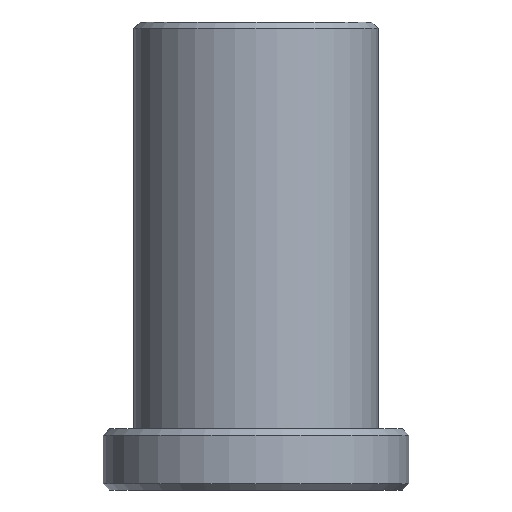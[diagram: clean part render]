
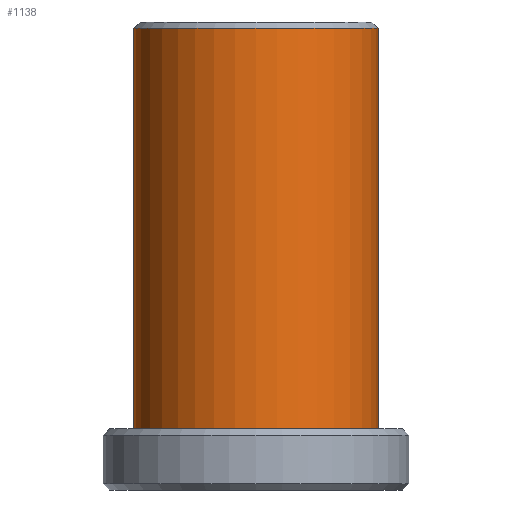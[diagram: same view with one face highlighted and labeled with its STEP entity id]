
A CAD part, front view. The second image highlights one B-rep face of the part: STEP entity #1138.
In plain terms, the highlighted cylindrical face has radius 6 mm (diameter 12 mm), a partial arc.
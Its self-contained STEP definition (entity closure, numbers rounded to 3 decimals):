
#31 = EDGE_CURVE ( 'NONE', #81, #323, #682, .T. ) ;
#39 = ORIENTED_EDGE ( 'NONE', *, *, #31, .T. ) ;
#81 = VERTEX_POINT ( 'NONE', #990 ) ;
#118 = CIRCLE ( 'NONE', #239, 6. ) ;
#136 = VECTOR ( 'NONE', #494, 1000. ) ;
#170 = CARTESIAN_POINT ( 'NONE',  ( 6., 0., 23. ) ) ;
#235 = VERTEX_POINT ( 'NONE', #402 ) ;
#239 = AXIS2_PLACEMENT_3D ( 'NONE', #250, #246, #242 ) ;
#242 = DIRECTION ( 'NONE',  ( -1., 0., 0. ) ) ;
#246 = DIRECTION ( 'NONE',  ( 0., 0., -1. ) ) ;
#250 = CARTESIAN_POINT ( 'NONE',  ( 0., 0., 3. ) ) ;
#282 = CARTESIAN_POINT ( 'NONE',  ( -6., 0., 23. ) ) ;
#323 = VERTEX_POINT ( 'NONE', #1400 ) ;
#402 = CARTESIAN_POINT ( 'NONE',  ( -6., 0., 3. ) ) ;
#443 = ORIENTED_EDGE ( 'NONE', *, *, #1243, .F. ) ;
#456 = VECTOR ( 'NONE', #1282, 1000. ) ;
#494 = DIRECTION ( 'NONE',  ( 0., 0., -1. ) ) ;
#533 = DIRECTION ( 'NONE',  ( 1., 0., 0. ) ) ;
#556 = CYLINDRICAL_SURFACE ( 'NONE', #621, 6. ) ;
#570 = DIRECTION ( 'NONE',  ( 0., 0., -1. ) ) ;
#602 = DIRECTION ( 'NONE',  ( -1., 0., 0. ) ) ;
#616 = CARTESIAN_POINT ( 'NONE',  ( 0., 0., 22.7 ) ) ;
#621 = AXIS2_PLACEMENT_3D ( 'NONE', #1384, #825, #602 ) ;
#631 = EDGE_CURVE ( 'NONE', #921, #235, #118, .T. ) ;
#682 = CIRCLE ( 'NONE', #1381, 6. ) ;
#728 = LINE ( 'NONE', #282, #136 ) ;
#760 = LINE ( 'NONE', #170, #456 ) ;
#825 = DIRECTION ( 'NONE',  ( 0., 0., -1. ) ) ;
#921 = VERTEX_POINT ( 'NONE', #1188 ) ;
#970 = ORIENTED_EDGE ( 'NONE', *, *, #631, .F. ) ;
#990 = CARTESIAN_POINT ( 'NONE',  ( 6., 0., 22.7 ) ) ;
#1112 = FACE_OUTER_BOUND ( 'NONE', #1307, .T. ) ;
#1138 = ADVANCED_FACE ( 'NONE', ( #1112 ), #556, .T. ) ;
#1188 = CARTESIAN_POINT ( 'NONE',  ( 6., 0., 3. ) ) ;
#1243 = EDGE_CURVE ( 'NONE', #81, #921, #760, .T. ) ;
#1253 = EDGE_CURVE ( 'NONE', #323, #235, #728, .T. ) ;
#1282 = DIRECTION ( 'NONE',  ( 0., 0., -1. ) ) ;
#1307 = EDGE_LOOP ( 'NONE', ( #443, #39, #1339, #970 ) ) ;
#1339 = ORIENTED_EDGE ( 'NONE', *, *, #1253, .T. ) ;
#1381 = AXIS2_PLACEMENT_3D ( 'NONE', #616, #570, #533 ) ;
#1384 = CARTESIAN_POINT ( 'NONE',  ( 0., 0., 23. ) ) ;
#1400 = CARTESIAN_POINT ( 'NONE',  ( -6., 0., 22.7 ) ) ;
